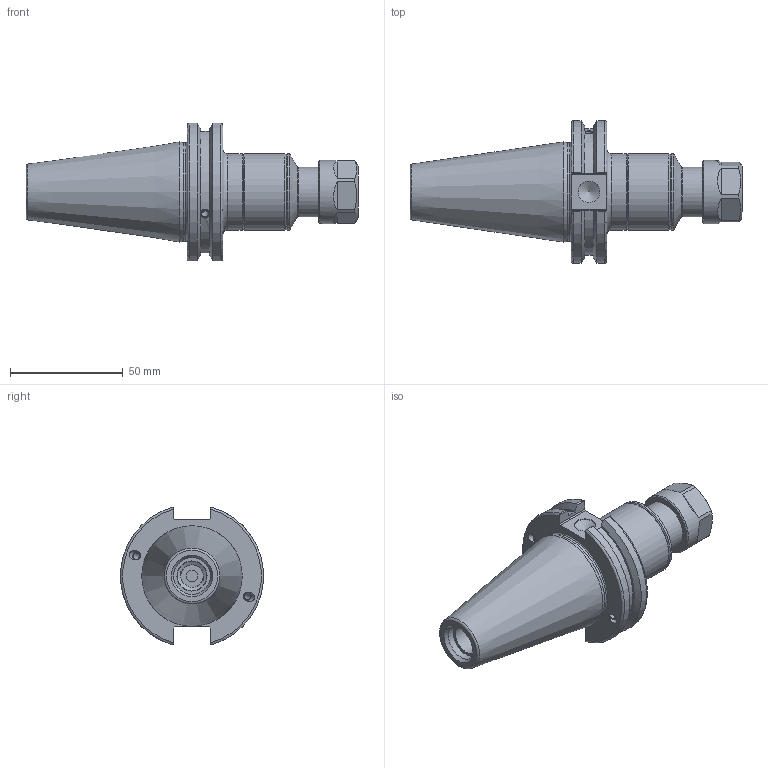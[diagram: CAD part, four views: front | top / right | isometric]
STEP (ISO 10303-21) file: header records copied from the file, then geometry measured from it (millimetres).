
FILE_DESCRIPTION(/* description */ (''),/* implementation_level */ '2;1');
FILE_NAME(/* name */ 'JK060SYT_CAT40ADB-SYTER12-79.stp',/* time_stamp */ '2024-11-06T14:33:58+09:00',/* author */ ('YSH'),/* organization */ (''),/* preprocessor_version */ 'ST-DEVELOPER v20',/* originating_system */ 'Autodesk Inventor 2025',/* authorisation */ '');
FILE_SCHEMA (('AUTOMOTIVE_DESIGN { 1 0 10303 214 3 1 1 }'));
Length unit declared in the file: millimetre
Products named in the file (5): LO-CAT40ADB-SYTER12-79; LO-CAT40ADB-SYTER12-79_1; SYNCHRO-ER16-30; SYTER16-COVER(RED); ER16NUT
Assembly tree (4 placements, depth 2):
  LO-CAT40ADB-SYTER12-79
    LO-CAT40ADB-SYTER12-79_1
    SYNCHRO-ER16-30
    SYTER16-COVER(RED)
    ER16NUT
Bounding box: 147.25 x 63.26 x 61.09 mm (x, y, z)
Volume: 136482 mm3; surface area: 39287.9 mm2
Topology: 4 solids, 5 shells, 199 faces, 492 edges, 317 vertices
Faces by surface type: plane 78, cylinder 64, cone 44, torus 13
Full cylindrical faces by diameter (mm): 1 x1, 3.242 x8, 4 x6, 4.1 x4, 4.2 x2, 5.2 x1, 9.525 x1, 10 x1, 10.2 x1, 10.6 x1, 11 x1, 12.8 x1, 13 x1, 13.386 x1, 16.3 x1, 17.7 x1, 20.6 x1, 22 x2, 22.5 x1, 23.6 x1, 24 x1, 24.4 x1, 28 x1, 28.3 x2, 30 x4, 34 x3, 43.6 x1
Entity records: 6421 total; most frequent: CARTESIAN_POINT 1424, DIRECTION 1052, ORIENTED_EDGE 956, EDGE_CURVE 479, AXIS2_PLACEMENT_3D 432, VERTEX_POINT 317, EDGE_LOOP 242, FACE_OUTER_BOUND 199
